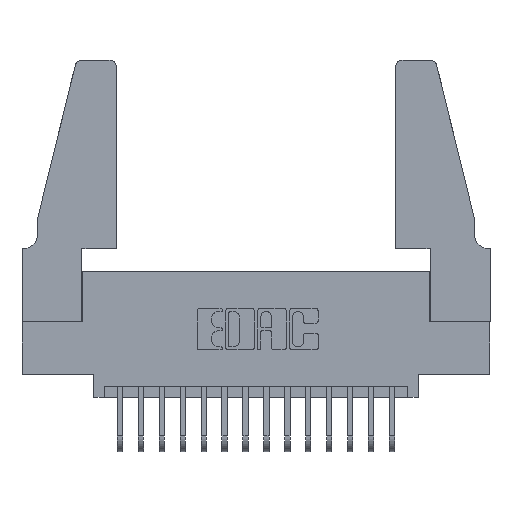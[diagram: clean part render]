
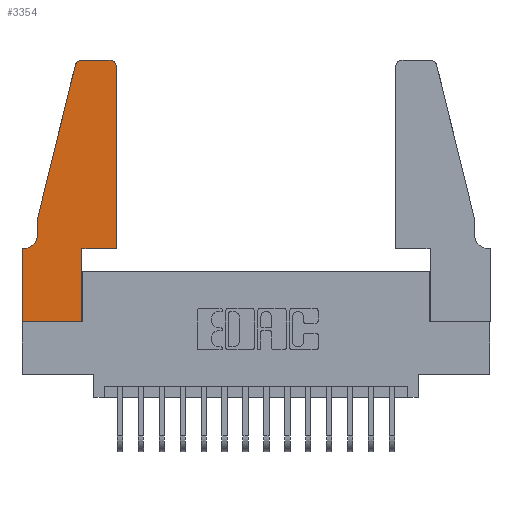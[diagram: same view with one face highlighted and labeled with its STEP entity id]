
A CAD part, top view. The second image highlights one B-rep face of the part: STEP entity #3354.
In plain terms, the highlighted planar face has unit normal (0, 0, 1).
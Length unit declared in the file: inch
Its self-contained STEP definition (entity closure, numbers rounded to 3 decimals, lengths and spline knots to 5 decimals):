
#91 = DIRECTION ( 'NONE',  ( 0., 0., -1. ) ) ;
#228 = DIRECTION ( 'NONE',  ( 1., 0., 0. ) ) ;
#765 = VECTOR ( 'NONE', #7926, 39.37008 ) ;
#867 = CARTESIAN_POINT ( 'NONE',  ( 0., 0., 0.37 ) ) ;
#986 = VERTEX_POINT ( 'NONE', #13263 ) ;
#1273 = LINE ( 'NONE', #15177, #12772 ) ;
#1697 = EDGE_CURVE ( 'NONE', #986, #16537, #3806, .T. ) ;
#1748 = LINE ( 'NONE', #15011, #5135 ) ;
#2360 = CARTESIAN_POINT ( 'NONE',  ( 0.2865, 0.35, 0.37 ) ) ;
#2587 = VERTEX_POINT ( 'NONE', #8969 ) ;
#2857 = DIRECTION ( 'NONE',  ( 0., 0., 1. ) ) ;
#3281 = AXIS2_PLACEMENT_3D ( 'NONE', #10575, #2857, #11859 ) ;
#3354 = ADVANCED_FACE ( 'NONE', ( #10244 ), #15647, .T. ) ;
#3372 = CARTESIAN_POINT ( 'NONE',  ( 0.4505, 0.35, 0.37 ) ) ;
#3414 = DIRECTION ( 'NONE',  ( -1., 0., 0. ) ) ;
#3428 = VECTOR ( 'NONE', #16268, 39.37008 ) ;
#3773 = VECTOR ( 'NONE', #14779, 39.37008 ) ;
#3806 = LINE ( 'NONE', #7308, #3428 ) ;
#3886 = ORIENTED_EDGE ( 'NONE', *, *, #9555, .T. ) ;
#4165 = LINE ( 'NONE', #5745, #3773 ) ;
#4468 = ORIENTED_EDGE ( 'NONE', *, *, #10834, .T. ) ;
#4607 = CARTESIAN_POINT ( 'NONE',  ( 0.4505, 0.35, 0.37 ) ) ;
#4675 = VECTOR ( 'NONE', #14255, 39.37008 ) ;
#4724 = DIRECTION ( 'NONE',  ( 0., 0., 1. ) ) ;
#4732 = VERTEX_POINT ( 'NONE', #2360 ) ;
#4747 = CARTESIAN_POINT ( 'NONE',  ( 0., 0., 0.37 ) ) ;
#5079 = LINE ( 'NONE', #12943, #4675 ) ;
#5135 = VECTOR ( 'NONE', #3414, 39.37008 ) ;
#5217 = EDGE_CURVE ( 'NONE', #13791, #6399, #1273, .T. ) ;
#5218 = ORIENTED_EDGE ( 'NONE', *, *, #12248, .T. ) ;
#5223 = LINE ( 'NONE', #3372, #10906 ) ;
#5270 = CARTESIAN_POINT ( 'NONE',  ( 0.2865, 0.35, 0.37 ) ) ;
#5745 = CARTESIAN_POINT ( 'NONE',  ( 0., 0., 0.37 ) ) ;
#6271 = VERTEX_POINT ( 'NONE', #9332 ) ;
#6288 = AXIS2_PLACEMENT_3D ( 'NONE', #7840, #91, #9141 ) ;
#6399 = VERTEX_POINT ( 'NONE', #14771 ) ;
#6459 = CIRCLE ( 'NONE', #3281, 0.03 ) ;
#6627 = VERTEX_POINT ( 'NONE', #15657 ) ;
#6705 = CARTESIAN_POINT ( 'NONE',  ( 0.284, 1.25, 0.37 ) ) ;
#7308 = CARTESIAN_POINT ( 'NONE',  ( 0.0755, 0.5, 0.37 ) ) ;
#7431 = AXIS2_PLACEMENT_3D ( 'NONE', #12479, #4724, #13794 ) ;
#7501 = DIRECTION ( 'NONE',  ( -1., 0., 0. ) ) ;
#7649 = LINE ( 'NONE', #5270, #765 ) ;
#7834 = ORIENTED_EDGE ( 'NONE', *, *, #11028, .T. ) ;
#7840 = CARTESIAN_POINT ( 'NONE',  ( 0.0055, 0.42, 0.37 ) ) ;
#7849 = EDGE_CURVE ( 'NONE', #6627, #13791, #11534, .T. ) ;
#7926 = DIRECTION ( 'NONE',  ( 0., 1., 0. ) ) ;
#7989 = DIRECTION ( 'NONE',  ( 0., 0., 1. ) ) ;
#8414 = ORIENTED_EDGE ( 'NONE', *, *, #12579, .T. ) ;
#8456 = CIRCLE ( 'NONE', #7431, 0.03 ) ;
#8969 = CARTESIAN_POINT ( 'NONE',  ( 0.4505, 1.22, 0.37 ) ) ;
#9082 = VECTOR ( 'NONE', #9899, 39.37008 ) ;
#9141 = DIRECTION ( 'NONE',  ( -1., 0., 0. ) ) ;
#9219 = ORIENTED_EDGE ( 'NONE', *, *, #10843, .T. ) ;
#9283 = VERTEX_POINT ( 'NONE', #10192 ) ;
#9332 = CARTESIAN_POINT ( 'NONE',  ( 0.2865, 0., 0.37 ) ) ;
#9555 = EDGE_CURVE ( 'NONE', #6399, #13566, #11260, .T. ) ;
#9899 = DIRECTION ( 'NONE',  ( 0., -1., 0. ) ) ;
#9902 = CARTESIAN_POINT ( 'NONE',  ( 0.0755, 0.5, 0.37 ) ) ;
#10192 = CARTESIAN_POINT ( 'NONE',  ( 0.4505, 0.35, 0.37 ) ) ;
#10244 = FACE_OUTER_BOUND ( 'NONE', #11222, .T. ) ;
#10351 = ORIENTED_EDGE ( 'NONE', *, *, #14396, .T. ) ;
#10496 = CARTESIAN_POINT ( 'NONE',  ( 0., 0.35, 0.37 ) ) ;
#10575 = CARTESIAN_POINT ( 'NONE',  ( 0.4205, 1.22, 0.37 ) ) ;
#10834 = EDGE_CURVE ( 'NONE', #12289, #12590, #1748, .T. ) ;
#10843 = EDGE_CURVE ( 'NONE', #12590, #986, #8456, .T. ) ;
#10906 = VECTOR ( 'NONE', #16251, 39.37008 ) ;
#11028 = EDGE_CURVE ( 'NONE', #4732, #9283, #12440, .T. ) ;
#11079 = DIRECTION ( 'NONE',  ( 1., 0., 0. ) ) ;
#11222 = EDGE_LOOP ( 'NONE', ( #4468, #9219, #14685, #15751, #15055, #11309, #3886, #14748, #10351, #7834, #5218, #8414 ) ) ;
#11260 = LINE ( 'NONE', #867, #9082 ) ;
#11309 = ORIENTED_EDGE ( 'NONE', *, *, #5217, .T. ) ;
#11534 = CIRCLE ( 'NONE', #6288, 0.07 ) ;
#11802 = CARTESIAN_POINT ( 'NONE',  ( 0.0055, 0.35, 0.37 ) ) ;
#11859 = DIRECTION ( 'NONE',  ( 1., 0., 0. ) ) ;
#12248 = EDGE_CURVE ( 'NONE', #9283, #2587, #5223, .T. ) ;
#12289 = VERTEX_POINT ( 'NONE', #15022 ) ;
#12440 = LINE ( 'NONE', #4607, #15458 ) ;
#12479 = CARTESIAN_POINT ( 'NONE',  ( 0.284, 1.22, 0.37 ) ) ;
#12579 = EDGE_CURVE ( 'NONE', #2587, #12289, #6459, .T. ) ;
#12590 = VERTEX_POINT ( 'NONE', #6705 ) ;
#12772 = VECTOR ( 'NONE', #7501, 39.37008 ) ;
#12943 = CARTESIAN_POINT ( 'NONE',  ( 0.0755, 0.5, 0.37 ) ) ;
#13263 = CARTESIAN_POINT ( 'NONE',  ( 0.25487, 1.22718, 0.37 ) ) ;
#13372 = AXIS2_PLACEMENT_3D ( 'NONE', #10496, #7989, #228 ) ;
#13392 = EDGE_CURVE ( 'NONE', #13566, #6271, #4165, .T. ) ;
#13566 = VERTEX_POINT ( 'NONE', #4747 ) ;
#13791 = VERTEX_POINT ( 'NONE', #11802 ) ;
#13794 = DIRECTION ( 'NONE',  ( 1., 0., 0. ) ) ;
#14255 = DIRECTION ( 'NONE',  ( 0., -1., 0. ) ) ;
#14396 = EDGE_CURVE ( 'NONE', #6271, #4732, #7649, .T. ) ;
#14685 = ORIENTED_EDGE ( 'NONE', *, *, #1697, .T. ) ;
#14748 = ORIENTED_EDGE ( 'NONE', *, *, #13392, .T. ) ;
#14771 = CARTESIAN_POINT ( 'NONE',  ( 0., 0.35, 0.37 ) ) ;
#14779 = DIRECTION ( 'NONE',  ( 1., 0., 0. ) ) ;
#15011 = CARTESIAN_POINT ( 'NONE',  ( 0.2605, 1.25, 0.37 ) ) ;
#15022 = CARTESIAN_POINT ( 'NONE',  ( 0.4205, 1.25, 0.37 ) ) ;
#15055 = ORIENTED_EDGE ( 'NONE', *, *, #7849, .T. ) ;
#15177 = CARTESIAN_POINT ( 'NONE',  ( 0.0755, 0.35, 0.37 ) ) ;
#15458 = VECTOR ( 'NONE', #11079, 39.37008 ) ;
#15573 = EDGE_CURVE ( 'NONE', #16537, #6627, #5079, .T. ) ;
#15647 = PLANE ( 'NONE',  #13372 ) ;
#15657 = CARTESIAN_POINT ( 'NONE',  ( 0.0755, 0.42, 0.37 ) ) ;
#15751 = ORIENTED_EDGE ( 'NONE', *, *, #15573, .T. ) ;
#16251 = DIRECTION ( 'NONE',  ( 0., 1., 0. ) ) ;
#16268 = DIRECTION ( 'NONE',  ( -0.239, -0.971, 0. ) ) ;
#16537 = VERTEX_POINT ( 'NONE', #9902 ) ;
